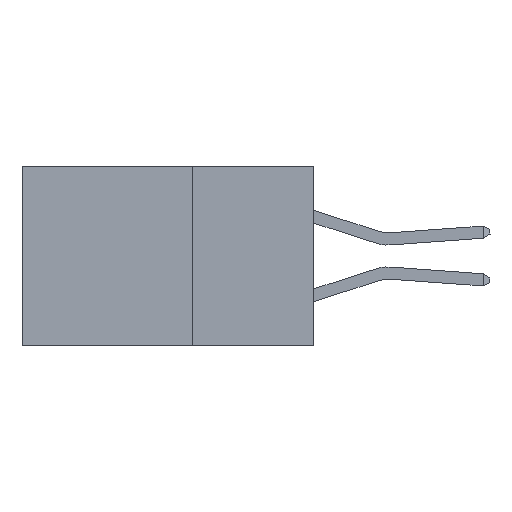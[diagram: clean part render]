
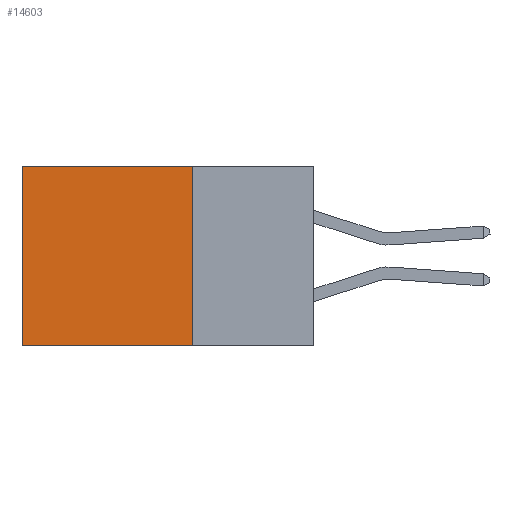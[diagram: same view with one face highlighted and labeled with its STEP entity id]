
A CAD part, left-side view. The second image highlights one B-rep face of the part: STEP entity #14603.
In plain terms, the highlighted planar face has unit normal (-1, 0, 0).
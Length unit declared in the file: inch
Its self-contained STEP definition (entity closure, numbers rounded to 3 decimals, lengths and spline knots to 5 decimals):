
#1186 = DIRECTION ( 'NONE',  ( 1., 0., 0. ) ) ;
#1335 = EDGE_CURVE ( 'NONE', #24100, #1617, #18345, .T. ) ;
#1617 = VERTEX_POINT ( 'NONE', #16081 ) ;
#3003 = ORIENTED_EDGE ( 'NONE', *, *, #22614, .T. ) ;
#3146 = VECTOR ( 'NONE', #8167, 39.37008 ) ;
#4438 = DIRECTION ( 'NONE',  ( 0., 1., 0. ) ) ;
#5239 = FACE_OUTER_BOUND ( 'NONE', #17554, .T. ) ;
#5712 = DIRECTION ( 'NONE',  ( 0., 0., -1. ) ) ;
#7499 = LINE ( 'NONE', #25804, #17874 ) ;
#7943 = AXIS2_PLACEMENT_3D ( 'NONE', #15180, #1186, #23385 ) ;
#7955 = VERTEX_POINT ( 'NONE', #26761 ) ;
#8167 = DIRECTION ( 'NONE',  ( 0., 0., -1. ) ) ;
#9931 = ORIENTED_EDGE ( 'NONE', *, *, #25096, .T. ) ;
#10282 = VECTOR ( 'NONE', #4438, 39.37008 ) ;
#11078 = VECTOR ( 'NONE', #5712, 39.37008 ) ;
#13084 = CARTESIAN_POINT ( 'NONE',  ( 0.2875, 0.6, 0. ) ) ;
#14415 = CARTESIAN_POINT ( 'NONE',  ( 0.2875, 0.25, 0. ) ) ;
#14603 = ADVANCED_FACE ( 'NONE', ( #5239 ), #26165, .F. ) ;
#15180 = CARTESIAN_POINT ( 'NONE',  ( 0.2875, 0.25, 0. ) ) ;
#16081 = CARTESIAN_POINT ( 'NONE',  ( 0.2875, 0.25, -0.37 ) ) ;
#16561 = LINE ( 'NONE', #19717, #10282 ) ;
#17554 = EDGE_LOOP ( 'NONE', ( #3003, #28418, #22256, #9931 ) ) ;
#17874 = VECTOR ( 'NONE', #23594, 39.37008 ) ;
#18002 = CARTESIAN_POINT ( 'NONE',  ( 0.2875, 0.25, 0. ) ) ;
#18345 = LINE ( 'NONE', #14415, #11078 ) ;
#19717 = CARTESIAN_POINT ( 'NONE',  ( 0.2875, 0.25, -0.37 ) ) ;
#22256 = ORIENTED_EDGE ( 'NONE', *, *, #1335, .F. ) ;
#22478 = LINE ( 'NONE', #23518, #3146 ) ;
#22614 = EDGE_CURVE ( 'NONE', #24028, #7955, #22478, .T. ) ;
#23385 = DIRECTION ( 'NONE',  ( 0., 0., -1. ) ) ;
#23518 = CARTESIAN_POINT ( 'NONE',  ( 0.2875, 0.6, 0. ) ) ;
#23594 = DIRECTION ( 'NONE',  ( 0., 1., 0. ) ) ;
#24028 = VERTEX_POINT ( 'NONE', #13084 ) ;
#24100 = VERTEX_POINT ( 'NONE', #18002 ) ;
#24597 = EDGE_CURVE ( 'NONE', #1617, #7955, #16561, .T. ) ;
#25096 = EDGE_CURVE ( 'NONE', #24100, #24028, #7499, .T. ) ;
#25804 = CARTESIAN_POINT ( 'NONE',  ( 0.2875, 0.25, 0. ) ) ;
#26165 = PLANE ( 'NONE',  #7943 ) ;
#26761 = CARTESIAN_POINT ( 'NONE',  ( 0.2875, 0.6, -0.37 ) ) ;
#28418 = ORIENTED_EDGE ( 'NONE', *, *, #24597, .F. ) ;
